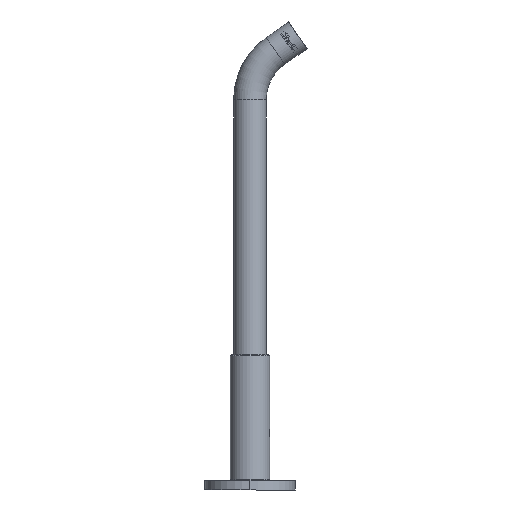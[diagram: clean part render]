
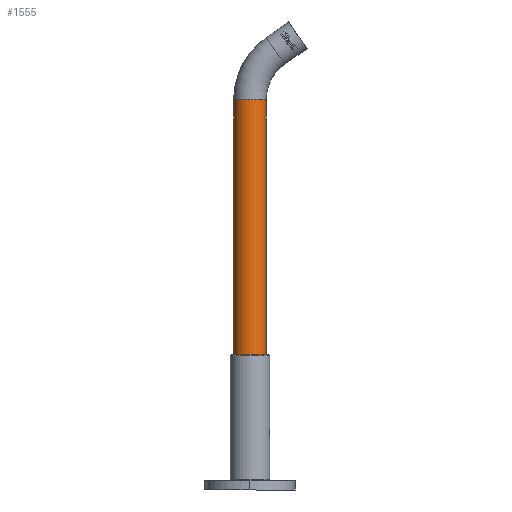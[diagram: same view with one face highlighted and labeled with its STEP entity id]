
A CAD part, front view. The second image highlights one B-rep face of the part: STEP entity #1555.
In plain terms, the highlighted cylindrical face has radius 9 mm (diameter 18 mm), a partial arc.
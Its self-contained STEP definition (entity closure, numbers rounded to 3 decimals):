
#1054=CARTESIAN_POINT('Axis2P3D Location',(0.,-35.,0.)) ;
#1058=CARTESIAN_POINT('Vertex',(0.,-35.,-9.)) ;
#1060=CARTESIAN_POINT('Vertex',(0.,-35.,9.)) ;
#1488=CARTESIAN_POINT('Vertex',(0.,175.336,-9.)) ;
#1490=CARTESIAN_POINT('Vertex',(0.,175.336,9.)) ;
#1515=CARTESIAN_POINT('Axis2P3D Location',(0.,175.336,0.)) ;
#1527=CARTESIAN_POINT('Axis2P3D Location',(0.,87.668,0.)) ;
#1532=CARTESIAN_POINT('Line Origine',(0.,87.668,9.)) ;
#1537=CARTESIAN_POINT('Line Origine',(0.,87.668,-9.)) ;
#1534=VECTOR('Line Direction',#1533,1.) ;
#1539=VECTOR('Line Direction',#1538,1.) ;
#1055=DIRECTION('Axis2P3D Direction',(-0.,-1.,0.)) ;
#1516=DIRECTION('Axis2P3D Direction',(0.,-1.,0.)) ;
#1528=DIRECTION('Axis2P3D Direction',(0.,1.,-0.)) ;
#1529=DIRECTION('Axis2P3D XDirection',(0.,0.,1.)) ;
#1533=DIRECTION('Vector Direction',(0.,1.,0.)) ;
#1538=DIRECTION('Vector Direction',(0.,1.,0.)) ;
#1056=AXIS2_PLACEMENT_3D('Circle Axis2P3D',#1054,#1055,$) ;
#1517=AXIS2_PLACEMENT_3D('Circle Axis2P3D',#1515,#1516,$) ;
#1530=AXIS2_PLACEMENT_3D('Cylinder Axis2P3D',#1527,#1528,#1529) ;
#1535=LINE('Line',#1532,#1534) ;
#1540=LINE('Line',#1537,#1539) ;
#1057=CIRCLE('generated circle',#1056,9.) ;
#1518=CIRCLE('generated circle',#1517,9.) ;
#1531=CYLINDRICAL_SURFACE('generated cylinder',#1530,9.) ;
#1062=EDGE_CURVE('',#1059,#1061,#1057,.T.) ;
#1519=EDGE_CURVE('',#1489,#1491,#1518,.T.) ;
#1536=EDGE_CURVE('',#1061,#1491,#1535,.T.) ;
#1541=EDGE_CURVE('',#1059,#1489,#1540,.T.) ;
#1550=ORIENTED_EDGE('',*,*,#1541,.T.) ;
#1551=ORIENTED_EDGE('',*,*,#1519,.T.) ;
#1552=ORIENTED_EDGE('',*,*,#1536,.F.) ;
#1553=ORIENTED_EDGE('',*,*,#1062,.F.) ;
#1549=EDGE_LOOP('',(#1550,#1551,#1552,#1553)) ;
#1059=VERTEX_POINT('',#1058) ;
#1061=VERTEX_POINT('',#1060) ;
#1489=VERTEX_POINT('',#1488) ;
#1491=VERTEX_POINT('',#1490) ;
#1555=ADVANCED_FACE('PartBody',(#1554),#1531,.T.) ;
#1554=FACE_OUTER_BOUND('',#1549,.T.) ;
